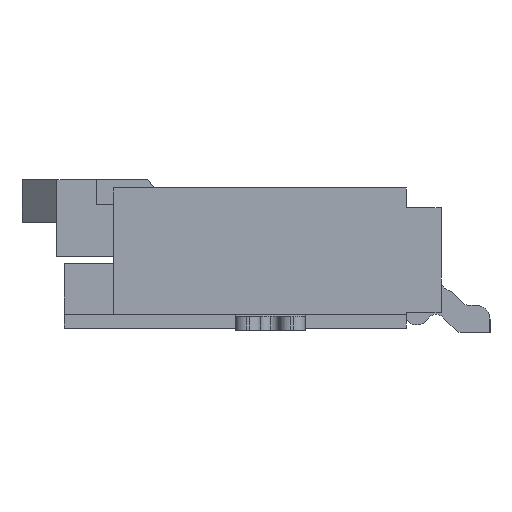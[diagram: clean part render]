
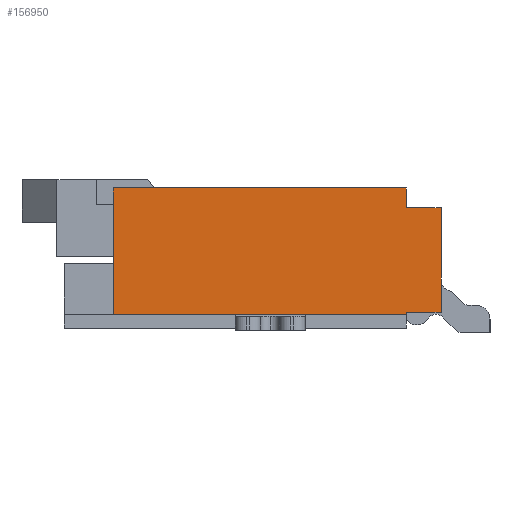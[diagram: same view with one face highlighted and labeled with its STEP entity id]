
A CAD part, left-side view. The second image highlights one B-rep face of the part: STEP entity #156950.
In plain terms, the highlighted planar face has unit normal (-1, 0, 0).
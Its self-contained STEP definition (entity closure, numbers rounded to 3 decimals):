
#61710=CARTESIAN_POINT('',(-17.72,-74.889,
-1.78));
#61720=VERTEX_POINT('',#61710);
#61750=CARTESIAN_POINT('',(-17.72,-74.889,
-1.78));
#61760=DIRECTION('',(0.,0.,1.));
#61770=VECTOR('',#61760,1.5);
#61780=LINE('',#61750,#61770);
#61790=CARTESIAN_POINT('',(-17.72,-74.889,
-0.28));
#61800=VERTEX_POINT('',#61790);
#61810=EDGE_CURVE('',#61720,#61800,#61780,.T.);
#140930=CARTESIAN_POINT('',(-17.72,-74.389,
-0.28));
#140940=DIRECTION('',(0.,0.,1.));
#140950=VECTOR('',#140940,0.28);
#140960=LINE('',#140930,#140950);
#140970=CARTESIAN_POINT('',(-17.72,-74.389,
-0.28));
#140980=VERTEX_POINT('',#140970);
#140990=CARTESIAN_POINT('',(-17.72,-74.389,0.));
#141000=VERTEX_POINT('',#140990);
#141010=EDGE_CURVE('',#140980,#141000,#140960,.T.);
#156420=CARTESIAN_POINT('',(-17.72,-72.539,-0.905));
#156430=DIRECTION('',(1.,0.,0.));
#156440=DIRECTION('',(0.,-1.,0.));
#156450=AXIS2_PLACEMENT_3D('',#156420,#156430,#156440);
#156460=PLANE('',#156450);
#156470=CARTESIAN_POINT('',(-17.72,-70.189,0.));
#156480=DIRECTION('',(0.,0.,-1.));
#156490=VECTOR('',#156480,1.81);
#156500=LINE('',#156470,#156490);
#156510=CARTESIAN_POINT('',(-17.72,-70.189,0.));
#156520=VERTEX_POINT('',#156510);
#156530=CARTESIAN_POINT('',(-17.72,-70.189,-1.81));
#156540=VERTEX_POINT('',#156530);
#156550=EDGE_CURVE('',#156520,#156540,#156500,.T.);
#156560=ORIENTED_EDGE('',*,*,#156550,.T.);
#156570=CARTESIAN_POINT('',(-17.72,-74.389,0.));
#156580=DIRECTION('',(0.,1.,0.));
#156590=VECTOR('',#156580,4.2);
#156600=LINE('',#156570,#156590);
#156610=EDGE_CURVE('',#141000,#156520,#156600,.T.);
#156620=ORIENTED_EDGE('',*,*,#156610,.T.);
#156630=ORIENTED_EDGE('',*,*,#141010,.T.);
#156640=CARTESIAN_POINT('',(-17.72,-74.389,
-0.28));
#156650=DIRECTION('',(0.,-1.,0.));
#156660=VECTOR('',#156650,0.5);
#156670=LINE('',#156640,#156660);
#156680=EDGE_CURVE('',#140980,#61800,#156670,.T.);
#156690=ORIENTED_EDGE('',*,*,#156680,.F.);
#156700=ORIENTED_EDGE('',*,*,#61810,.T.);
#156710=CARTESIAN_POINT('',(-17.72,-74.389,
-1.78));
#156720=DIRECTION('',(0.,-1.,0.));
#156730=VECTOR('',#156720,0.5);
#156740=LINE('',#156710,#156730);
#156750=CARTESIAN_POINT('',(-17.72,-74.389,
-1.78));
#156760=VERTEX_POINT('',#156750);
#156770=EDGE_CURVE('',#156760,#61720,#156740,.T.);
#156780=ORIENTED_EDGE('',*,*,#156770,.T.);
#156790=CARTESIAN_POINT('',(-17.72,-74.389,0.));
#156800=DIRECTION('',(-0.,0.,1.));
#156810=VECTOR('',#156800,1.);
#156820=LINE('',#156790,#156810);
#156830=CARTESIAN_POINT('',(-17.72,-74.389,-1.81));
#156840=VERTEX_POINT('',#156830);
#156850=EDGE_CURVE('',#156840,#156760,#156820,.T.);
#156860=ORIENTED_EDGE('',*,*,#156850,.T.);
#156870=CARTESIAN_POINT('',(-17.72,-70.189,-1.81));
#156880=DIRECTION('',(0.,-1.,0.));
#156890=VECTOR('',#156880,4.2);
#156900=LINE('',#156870,#156890);
#156910=EDGE_CURVE('',#156540,#156840,#156900,.T.);
#156920=ORIENTED_EDGE('',*,*,#156910,.T.);
#156930=EDGE_LOOP('',(#156920,#156860,#156780,#156700,#156690,#156630,
#156620,#156560));
#156940=FACE_OUTER_BOUND('',#156930,.T.);
#156950=ADVANCED_FACE('',(#156940),#156460,.F.);
